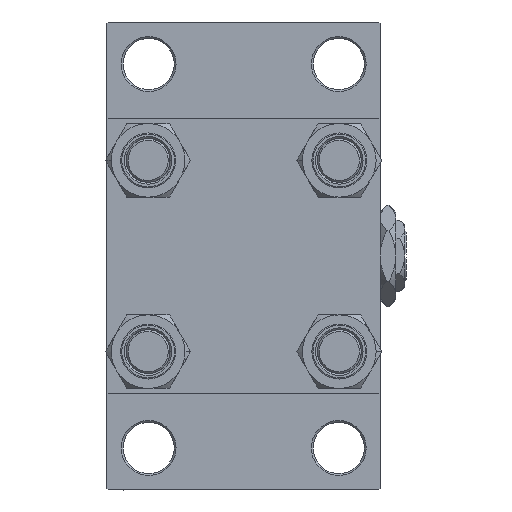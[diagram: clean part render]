
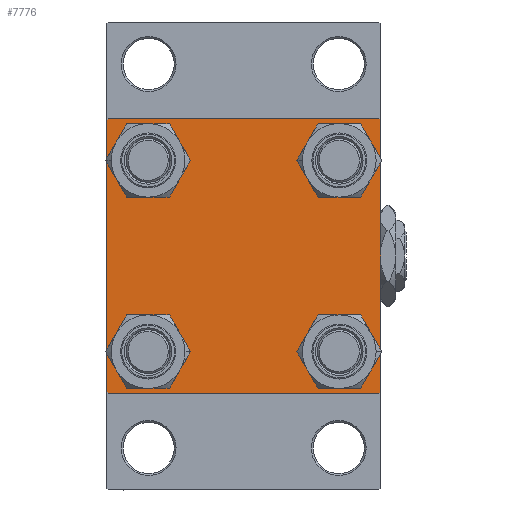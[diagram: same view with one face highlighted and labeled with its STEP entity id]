
A CAD part, left-side view. The second image highlights one B-rep face of the part: STEP entity #7776.
In plain terms, the highlighted planar face has unit normal (-1, 0, 0).
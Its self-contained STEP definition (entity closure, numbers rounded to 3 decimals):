
#1150 = EDGE_LOOP ( 'NONE', ( #21079, #3071 ) ) ;
#2296 = CARTESIAN_POINT ( 'NONE',  ( 0., -26.15, -26.15 ) ) ;
#2837 = VECTOR ( 'NONE', #10380, 1000. ) ;
#2930 = EDGE_CURVE ( 'NONE', #7654, #23240, #7550, .T. ) ;
#3068 = CARTESIAN_POINT ( 'NONE',  ( 0., 26.15, -26.15 ) ) ;
#3071 = ORIENTED_EDGE ( 'NONE', *, *, #45539, .T. ) ;
#3246 = CIRCLE ( 'NONE', #12526, 6.5 ) ;
#3320 = DIRECTION ( 'NONE',  ( 0., 0., -1. ) ) ;
#3849 = CARTESIAN_POINT ( 'NONE',  ( 0., -26.15, 32.65 ) ) ;
#3895 = EDGE_CURVE ( 'NONE', #15188, #5136, #35763, .T. ) ;
#4772 = CARTESIAN_POINT ( 'NONE',  ( 0., 37.5, 37.5 ) ) ;
#5136 = VERTEX_POINT ( 'NONE', #8248 ) ;
#5478 = DIRECTION ( 'NONE',  ( -1., 0., 0. ) ) ;
#5503 = EDGE_CURVE ( 'NONE', #49882, #17754, #41632, .T. ) ;
#5517 = CARTESIAN_POINT ( 'NONE',  ( 0., -37.25, 37.25 ) ) ;
#5891 = ORIENTED_EDGE ( 'NONE', *, *, #12975, .T. ) ;
#5982 = DIRECTION ( 'NONE',  ( 0., 0., 1. ) ) ;
#6315 = VERTEX_POINT ( 'NONE', #36148 ) ;
#7024 = DIRECTION ( 'NONE',  ( 0., 0.707, -0.707 ) ) ;
#7043 = DIRECTION ( 'NONE',  ( 0., -0.707, 0.707 ) ) ;
#7200 = EDGE_LOOP ( 'NONE', ( #5891, #7646, #31743, #49557, #36686, #49348, #18492, #16762 ) ) ;
#7397 = AXIS2_PLACEMENT_3D ( 'NONE', #17414, #41110, #25573 ) ;
#7449 = CIRCLE ( 'NONE', #21875, 6.5 ) ;
#7550 = LINE ( 'NONE', #43121, #46798 ) ;
#7646 = ORIENTED_EDGE ( 'NONE', *, *, #15988, .T. ) ;
#7654 = VERTEX_POINT ( 'NONE', #37917 ) ;
#7677 = DIRECTION ( 'NONE',  ( 0., 0., -1. ) ) ;
#7776 = ADVANCED_FACE ( 'NONE', ( #45786, #14469, #9723, #30542, #37652 ), #46577, .T. ) ;
#8248 = CARTESIAN_POINT ( 'NONE',  ( 0., -37.5, -37. ) ) ;
#8340 = DIRECTION ( 'NONE',  ( 0., 0., 1. ) ) ;
#8733 = DIRECTION ( 'NONE',  ( 0., -1., 0. ) ) ;
#9037 = DIRECTION ( 'NONE',  ( 0., 0., 1. ) ) ;
#9453 = CARTESIAN_POINT ( 'NONE',  ( 0., 0., 0. ) ) ;
#9723 = FACE_BOUND ( 'NONE', #51915, .T. ) ;
#9798 = VERTEX_POINT ( 'NONE', #3849 ) ;
#9947 = EDGE_LOOP ( 'NONE', ( #46111, #15326 ) ) ;
#10118 = LINE ( 'NONE', #22245, #2837 ) ;
#10380 = DIRECTION ( 'NONE',  ( 0., -0.707, -0.707 ) ) ;
#11596 = VERTEX_POINT ( 'NONE', #44639 ) ;
#11688 = CIRCLE ( 'NONE', #24317, 6.5 ) ;
#11698 = CARTESIAN_POINT ( 'NONE',  ( 0., 26.15, -32.65 ) ) ;
#12365 = VERTEX_POINT ( 'NONE', #18459 ) ;
#12392 = EDGE_CURVE ( 'NONE', #17838, #15188, #41893, .T. ) ;
#12526 = AXIS2_PLACEMENT_3D ( 'NONE', #17099, #20808, #13147 ) ;
#12975 = EDGE_CURVE ( 'NONE', #23240, #14452, #40094, .T. ) ;
#13147 = DIRECTION ( 'NONE',  ( 0., 0., 1. ) ) ;
#13863 = DIRECTION ( 'NONE',  ( 0., 0., 1. ) ) ;
#14452 = VERTEX_POINT ( 'NONE', #47084 ) ;
#14469 = FACE_BOUND ( 'NONE', #23617, .T. ) ;
#15188 = VERTEX_POINT ( 'NONE', #47997 ) ;
#15326 = ORIENTED_EDGE ( 'NONE', *, *, #45855, .T. ) ;
#15509 = VERTEX_POINT ( 'NONE', #47678 ) ;
#15872 = CARTESIAN_POINT ( 'NONE',  ( 0., 37.5, 37.5 ) ) ;
#15988 = EDGE_CURVE ( 'NONE', #14452, #17838, #10118, .T. ) ;
#16549 = CIRCLE ( 'NONE', #25817, 6.5 ) ;
#16762 = ORIENTED_EDGE ( 'NONE', *, *, #2930, .T. ) ;
#17099 = CARTESIAN_POINT ( 'NONE',  ( 0., 26.15, 26.15 ) ) ;
#17414 = CARTESIAN_POINT ( 'NONE',  ( 0., 26.15, 26.15 ) ) ;
#17754 = VERTEX_POINT ( 'NONE', #20851 ) ;
#17838 = VERTEX_POINT ( 'NONE', #41633 ) ;
#18094 = ORIENTED_EDGE ( 'NONE', *, *, #44887, .T. ) ;
#18456 = CIRCLE ( 'NONE', #36075, 6.5 ) ;
#18459 = CARTESIAN_POINT ( 'NONE',  ( 0., 26.15, -19.65 ) ) ;
#18492 = ORIENTED_EDGE ( 'NONE', *, *, #41356, .F. ) ;
#18821 = EDGE_CURVE ( 'NONE', #41322, #12365, #24014, .T. ) ;
#20808 = DIRECTION ( 'NONE',  ( 1., 0., 0. ) ) ;
#20851 = CARTESIAN_POINT ( 'NONE',  ( 0., -37., 37.5 ) ) ;
#21079 = ORIENTED_EDGE ( 'NONE', *, *, #25182, .T. ) ;
#21875 = AXIS2_PLACEMENT_3D ( 'NONE', #2296, #26303, #5982 ) ;
#21954 = EDGE_CURVE ( 'NONE', #6315, #33141, #16549, .T. ) ;
#22245 = CARTESIAN_POINT ( 'NONE',  ( 0., 37.25, -37.25 ) ) ;
#22784 = ORIENTED_EDGE ( 'NONE', *, *, #18821, .T. ) ;
#22786 = VECTOR ( 'NONE', #37687, 1000. ) ;
#23138 = DIRECTION ( 'NONE',  ( 0., 0., 1. ) ) ;
#23240 = VERTEX_POINT ( 'NONE', #39909 ) ;
#23617 = EDGE_LOOP ( 'NONE', ( #24480, #31719 ) ) ;
#23656 = LINE ( 'NONE', #47595, #50307 ) ;
#23922 = CARTESIAN_POINT ( 'NONE',  ( 0., -37.25, -37.25 ) ) ;
#24014 = CIRCLE ( 'NONE', #33238, 6.5 ) ;
#24317 = AXIS2_PLACEMENT_3D ( 'NONE', #24433, #36804, #8340 ) ;
#24433 = CARTESIAN_POINT ( 'NONE',  ( 0., -26.15, 26.15 ) ) ;
#24480 = ORIENTED_EDGE ( 'NONE', *, *, #21954, .T. ) ;
#25182 = EDGE_CURVE ( 'NONE', #34431, #11596, #27628, .T. ) ;
#25536 = DIRECTION ( 'NONE',  ( 0., 0., 1. ) ) ;
#25573 = DIRECTION ( 'NONE',  ( 0., 0., 1. ) ) ;
#25666 = EDGE_CURVE ( 'NONE', #49882, #5136, #23656, .T. ) ;
#25817 = AXIS2_PLACEMENT_3D ( 'NONE', #28877, #37573, #13863 ) ;
#26303 = DIRECTION ( 'NONE',  ( 1., 0., 0. ) ) ;
#27628 = CIRCLE ( 'NONE', #7397, 6.5 ) ;
#27894 = AXIS2_PLACEMENT_3D ( 'NONE', #9453, #5478, #25536 ) ;
#28589 = AXIS2_PLACEMENT_3D ( 'NONE', #3068, #51811, #23138 ) ;
#28877 = CARTESIAN_POINT ( 'NONE',  ( 0., -26.15, -26.15 ) ) ;
#29076 = CARTESIAN_POINT ( 'NONE',  ( 0., 26.15, -26.15 ) ) ;
#29338 = DIRECTION ( 'NONE',  ( 1., 0., 0. ) ) ;
#30283 = VECTOR ( 'NONE', #7043, 1000. ) ;
#30542 = FACE_BOUND ( 'NONE', #1150, .T. ) ;
#31719 = ORIENTED_EDGE ( 'NONE', *, *, #44711, .T. ) ;
#31743 = ORIENTED_EDGE ( 'NONE', *, *, #12392, .T. ) ;
#33141 = VERTEX_POINT ( 'NONE', #34244 ) ;
#33238 = AXIS2_PLACEMENT_3D ( 'NONE', #29076, #29338, #9037 ) ;
#33477 = VECTOR ( 'NONE', #8733, 1000. ) ;
#33726 = DIRECTION ( 'NONE',  ( 0., -1., 0. ) ) ;
#33969 = VECTOR ( 'NONE', #33726, 1000. ) ;
#34244 = CARTESIAN_POINT ( 'NONE',  ( 0., -26.15, -32.65 ) ) ;
#34431 = VERTEX_POINT ( 'NONE', #44136 ) ;
#35096 = DIRECTION ( 'NONE',  ( 1., 0., 0. ) ) ;
#35763 = LINE ( 'NONE', #23922, #30283 ) ;
#36075 = AXIS2_PLACEMENT_3D ( 'NONE', #36123, #35096, #51157 ) ;
#36123 = CARTESIAN_POINT ( 'NONE',  ( 0., -26.15, 26.15 ) ) ;
#36148 = CARTESIAN_POINT ( 'NONE',  ( 0., -26.15, -19.65 ) ) ;
#36686 = ORIENTED_EDGE ( 'NONE', *, *, #25666, .F. ) ;
#36804 = DIRECTION ( 'NONE',  ( 1., 0., 0. ) ) ;
#37573 = DIRECTION ( 'NONE',  ( 1., 0., 0. ) ) ;
#37652 = FACE_OUTER_BOUND ( 'NONE', #7200, .T. ) ;
#37687 = DIRECTION ( 'NONE',  ( 0., 0.707, 0.707 ) ) ;
#37917 = CARTESIAN_POINT ( 'NONE',  ( 0., 37., 37.5 ) ) ;
#39909 = CARTESIAN_POINT ( 'NONE',  ( 0., 37.5, 37. ) ) ;
#40094 = LINE ( 'NONE', #15872, #43248 ) ;
#40371 = CIRCLE ( 'NONE', #28589, 6.5 ) ;
#40892 = LINE ( 'NONE', #4772, #33477 ) ;
#41110 = DIRECTION ( 'NONE',  ( 1., 0., 0. ) ) ;
#41322 = VERTEX_POINT ( 'NONE', #11698 ) ;
#41356 = EDGE_CURVE ( 'NONE', #7654, #17754, #40892, .T. ) ;
#41632 = LINE ( 'NONE', #5517, #22786 ) ;
#41633 = CARTESIAN_POINT ( 'NONE',  ( 0., 37., -37.5 ) ) ;
#41893 = LINE ( 'NONE', #45818, #33969 ) ;
#42849 = EDGE_CURVE ( 'NONE', #9798, #15509, #18456, .T. ) ;
#43121 = CARTESIAN_POINT ( 'NONE',  ( 0., 37.25, 37.25 ) ) ;
#43248 = VECTOR ( 'NONE', #7677, 1000. ) ;
#44136 = CARTESIAN_POINT ( 'NONE',  ( 0., 26.15, 32.65 ) ) ;
#44639 = CARTESIAN_POINT ( 'NONE',  ( 0., 26.15, 19.65 ) ) ;
#44711 = EDGE_CURVE ( 'NONE', #33141, #6315, #7449, .T. ) ;
#44887 = EDGE_CURVE ( 'NONE', #12365, #41322, #40371, .T. ) ;
#45539 = EDGE_CURVE ( 'NONE', #11596, #34431, #3246, .T. ) ;
#45786 = FACE_BOUND ( 'NONE', #9947, .T. ) ;
#45818 = CARTESIAN_POINT ( 'NONE',  ( 0., 37.5, -37.5 ) ) ;
#45855 = EDGE_CURVE ( 'NONE', #15509, #9798, #11688, .T. ) ;
#46111 = ORIENTED_EDGE ( 'NONE', *, *, #42849, .T. ) ;
#46577 = PLANE ( 'NONE',  #27894 ) ;
#46798 = VECTOR ( 'NONE', #7024, 1000. ) ;
#47084 = CARTESIAN_POINT ( 'NONE',  ( 0., 37.5, -37. ) ) ;
#47595 = CARTESIAN_POINT ( 'NONE',  ( 0., -37.5, 37.5 ) ) ;
#47678 = CARTESIAN_POINT ( 'NONE',  ( 0., -26.15, 19.65 ) ) ;
#47997 = CARTESIAN_POINT ( 'NONE',  ( 0., -37., -37.5 ) ) ;
#49348 = ORIENTED_EDGE ( 'NONE', *, *, #5503, .T. ) ;
#49557 = ORIENTED_EDGE ( 'NONE', *, *, #3895, .T. ) ;
#49882 = VERTEX_POINT ( 'NONE', #51493 ) ;
#50307 = VECTOR ( 'NONE', #3320, 1000. ) ;
#51157 = DIRECTION ( 'NONE',  ( 0., 0., 1. ) ) ;
#51493 = CARTESIAN_POINT ( 'NONE',  ( 0., -37.5, 37. ) ) ;
#51811 = DIRECTION ( 'NONE',  ( 1., 0., 0. ) ) ;
#51915 = EDGE_LOOP ( 'NONE', ( #18094, #22784 ) ) ;
